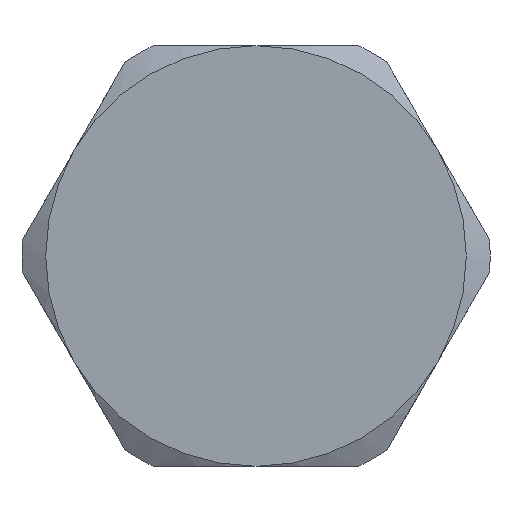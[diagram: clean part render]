
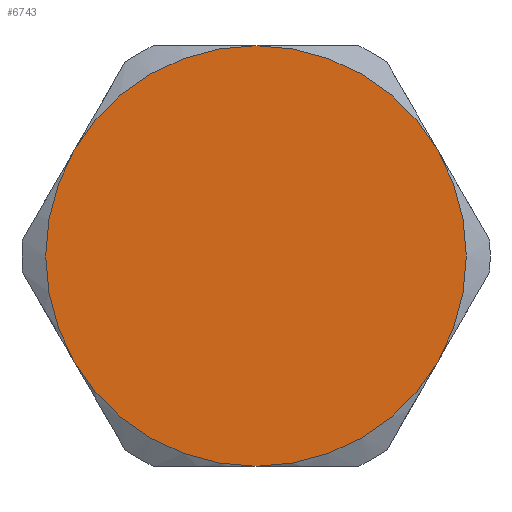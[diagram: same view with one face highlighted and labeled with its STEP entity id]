
A CAD part, left-side view. The second image highlights one B-rep face of the part: STEP entity #6743.
In plain terms, the highlighted planar face has unit normal (-1, 0, 0).
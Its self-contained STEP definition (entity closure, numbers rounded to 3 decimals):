
#304 = ORIENTED_EDGE ( 'NONE', *, *, #2131, .T. ) ;
#305 = ORIENTED_EDGE ( 'NONE', *, *, #2125, .T. ) ;
#306 = ORIENTED_EDGE ( 'NONE', *, *, #2122, .T. ) ;
#307 = ORIENTED_EDGE ( 'NONE', *, *, #2126, .T. ) ;
#308 = ORIENTED_EDGE ( 'NONE', *, *, #2130, .T. ) ;
#309 = ORIENTED_EDGE ( 'NONE', *, *, #2132, .T. ) ;
#426 = VERTEX_POINT ( 'NONE', #4934 ) ;
#430 = VERTEX_POINT ( 'NONE', #4943 ) ;
#1406 = VERTEX_POINT ( 'NONE', #6932 ) ;
#1413 = VERTEX_POINT ( 'NONE', #6926 ) ;
#1414 = VERTEX_POINT ( 'NONE', #6882 ) ;
#1415 = VERTEX_POINT ( 'NONE', #6884 ) ;
#1629 = CIRCLE ( 'NONE', #6131, 14.285 ) ;
#1635 = CIRCLE ( 'NONE', #6119, 14.285 ) ;
#1637 = CIRCLE ( 'NONE', #6117, 14.285 ) ;
#1638 = CIRCLE ( 'NONE', #6129, 14.285 ) ;
#1641 = CIRCLE ( 'NONE', #6121, 14.285 ) ;
#1642 = CIRCLE ( 'NONE', #6127, 14.285 ) ;
#2122 = EDGE_CURVE ( 'NONE', #1413, #1414, #1635, .T. ) ;
#2125 = EDGE_CURVE ( 'NONE', #430, #426, #1638, .T. ) ;
#2126 = EDGE_CURVE ( 'NONE', #426, #1413, #1637, .T. ) ;
#2130 = EDGE_CURVE ( 'NONE', #1415, #1406, #1629, .T. ) ;
#2131 = EDGE_CURVE ( 'NONE', #1406, #430, #1641, .T. ) ;
#2132 = EDGE_CURVE ( 'NONE', #1414, #1415, #1642, .T. ) ;
#2707 = CARTESIAN_POINT ( 'NONE',  ( 15.8, 0., 0. ) ) ;
#2709 = PLANE ( 'NONE',  #6283 ) ;
#2711 = DIRECTION ( 'NONE',  ( -1., 0., 0. ) ) ;
#2712 = DIRECTION ( 'NONE',  ( 0., 0., 1. ) ) ;
#4934 = CARTESIAN_POINT ( 'NONE',  ( 15.8, 12.371, 7.143 ) ) ;
#4943 = CARTESIAN_POINT ( 'NONE',  ( 15.8, 0., 14.285 ) ) ;
#5013 = CARTESIAN_POINT ( 'NONE',  ( 15.8, 0., 0. ) ) ;
#5014 = DIRECTION ( 'NONE',  ( -1., 0., 0. ) ) ;
#5015 = DIRECTION ( 'NONE',  ( 0., 0., 1. ) ) ;
#5028 = CARTESIAN_POINT ( 'NONE',  ( 15.8, 0., 0. ) ) ;
#5029 = DIRECTION ( 'NONE',  ( -1., 0., 0. ) ) ;
#5030 = DIRECTION ( 'NONE',  ( 0., 0., 1. ) ) ;
#5032 = CARTESIAN_POINT ( 'NONE',  ( 15.8, 0., 0. ) ) ;
#5033 = DIRECTION ( 'NONE',  ( -1., 0., 0. ) ) ;
#5034 = DIRECTION ( 'NONE',  ( 0., 0., 1. ) ) ;
#5050 = CARTESIAN_POINT ( 'NONE',  ( 15.8, 0., 0. ) ) ;
#5051 = DIRECTION ( 'NONE',  ( -1., 0., 0. ) ) ;
#5052 = DIRECTION ( 'NONE',  ( 0., 0., 1. ) ) ;
#5053 = CARTESIAN_POINT ( 'NONE',  ( 15.8, 0., 0. ) ) ;
#5054 = DIRECTION ( 'NONE',  ( -1., 0., 0. ) ) ;
#5055 = DIRECTION ( 'NONE',  ( 0., 0., 1. ) ) ;
#5056 = CARTESIAN_POINT ( 'NONE',  ( 15.8, 0., 0. ) ) ;
#5057 = DIRECTION ( 'NONE',  ( -1., 0., 0. ) ) ;
#5058 = DIRECTION ( 'NONE',  ( 0., 0., 1. ) ) ;
#5696 = FACE_OUTER_BOUND ( 'NONE', #7000, .T. ) ;
#6117 = AXIS2_PLACEMENT_3D ( 'NONE', #5032, #5033, #5034 ) ;
#6119 = AXIS2_PLACEMENT_3D ( 'NONE', #5013, #5014, #5015 ) ;
#6121 = AXIS2_PLACEMENT_3D ( 'NONE', #5053, #5054, #5055 ) ;
#6127 = AXIS2_PLACEMENT_3D ( 'NONE', #5056, #5057, #5058 ) ;
#6129 = AXIS2_PLACEMENT_3D ( 'NONE', #5028, #5029, #5030 ) ;
#6131 = AXIS2_PLACEMENT_3D ( 'NONE', #5050, #5051, #5052 ) ;
#6283 = AXIS2_PLACEMENT_3D ( 'NONE', #2707, #2711, #2712 ) ;
#6743 = ADVANCED_FACE ( 'NONE', ( #5696 ), #2709, .T. ) ;
#6882 = CARTESIAN_POINT ( 'NONE',  ( 15.8, 0., -14.285 ) ) ;
#6884 = CARTESIAN_POINT ( 'NONE',  ( 15.8, -12.371, -7.143 ) ) ;
#6926 = CARTESIAN_POINT ( 'NONE',  ( 15.8, 12.371, -7.143 ) ) ;
#6932 = CARTESIAN_POINT ( 'NONE',  ( 15.8, -12.371, 7.142 ) ) ;
#7000 = EDGE_LOOP ( 'NONE', ( #304, #305, #307, #306, #309, #308 ) ) ;
